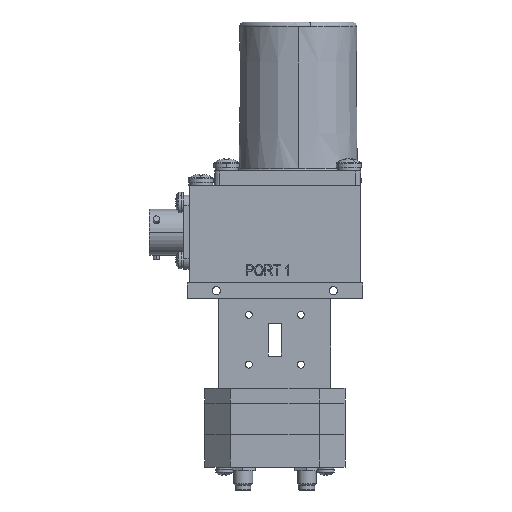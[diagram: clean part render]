
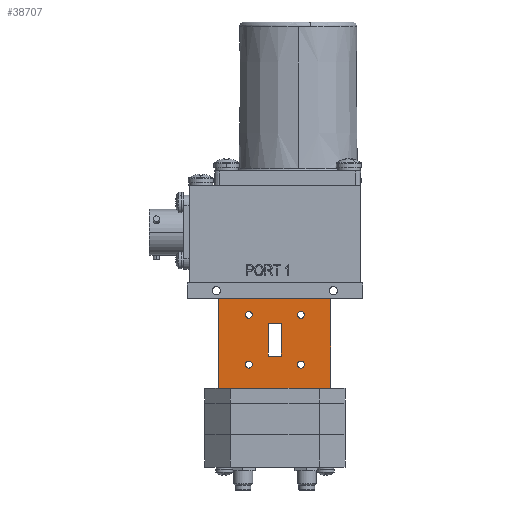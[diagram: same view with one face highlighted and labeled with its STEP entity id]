
A CAD part, front view. The second image highlights one B-rep face of the part: STEP entity #38707.
In plain terms, the highlighted planar face has unit normal (0, -1, 0).
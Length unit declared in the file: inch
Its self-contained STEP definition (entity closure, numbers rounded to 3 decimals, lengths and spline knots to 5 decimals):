
#471 = VECTOR ( 'NONE', #479, 39.37008 ) ;
#479 = DIRECTION ( 'NONE',  ( 1., 0., 0. ) ) ;
#751 = DIRECTION ( 'NONE',  ( 0., -1., 0. ) ) ;
#794 = CIRCLE ( 'NONE', #10573, 0.0445 ) ;
#1149 = ORIENTED_EDGE ( 'NONE', *, *, #18873, .F. ) ;
#1291 = DIRECTION ( 'NONE',  ( 1., 0., 0. ) ) ;
#1297 = VERTEX_POINT ( 'NONE', #9810 ) ;
#1651 = ORIENTED_EDGE ( 'NONE', *, *, #32911, .F. ) ;
#1870 = CIRCLE ( 'NONE', #42290, 0.0445 ) ;
#1890 = EDGE_CURVE ( 'NONE', #32333, #16480, #794, .T. ) ;
#2154 = VERTEX_POINT ( 'NONE', #45163 ) ;
#2513 = EDGE_CURVE ( 'NONE', #23843, #12554, #4522, .T. ) ;
#2812 = AXIS2_PLACEMENT_3D ( 'NONE', #4906, #44003, #48561 ) ;
#3356 = CARTESIAN_POINT ( 'NONE',  ( -0.335, -0.718, 0.2605 ) ) ;
#3554 = CARTESIAN_POINT ( 'NONE',  ( 0.335, -0.718, 0.3495 ) ) ;
#3756 = AXIS2_PLACEMENT_3D ( 'NONE', #40349, #16440, #44349 ) ;
#3795 = CARTESIAN_POINT ( 'NONE',  ( 0.085, -0.718, 0.415 ) ) ;
#4522 = CIRCLE ( 'NONE', #2812, 0.0445 ) ;
#4906 = CARTESIAN_POINT ( 'NONE',  ( -0.335, -0.718, 0.305 ) ) ;
#6576 = EDGE_LOOP ( 'NONE', ( #51814, #8549, #11317, #44058 ) ) ;
#6755 = VECTOR ( 'NONE', #23488, 39.37008 ) ;
#6771 = VERTEX_POINT ( 'NONE', #39431 ) ;
#7438 = VECTOR ( 'NONE', #17329, 39.37008 ) ;
#7497 = VERTEX_POINT ( 'NONE', #44091 ) ;
#7861 = EDGE_LOOP ( 'NONE', ( #43410, #1651 ) ) ;
#8264 = FACE_BOUND ( 'NONE', #35898, .T. ) ;
#8350 = VERTEX_POINT ( 'NONE', #16798 ) ;
#8437 = DIRECTION ( 'NONE',  ( 0., -1., 0. ) ) ;
#8549 = ORIENTED_EDGE ( 'NONE', *, *, #33671, .F. ) ;
#8919 = CARTESIAN_POINT ( 'NONE',  ( 0.335, -0.718, 0.9895 ) ) ;
#9009 = CARTESIAN_POINT ( 'NONE',  ( 0.718, -0.718, 0. ) ) ;
#9041 = EDGE_CURVE ( 'NONE', #9154, #23881, #9384, .T. ) ;
#9154 = VERTEX_POINT ( 'NONE', #3554 ) ;
#9384 = CIRCLE ( 'NONE', #50727, 0.0445 ) ;
#9810 = CARTESIAN_POINT ( 'NONE',  ( -0.718, -0.718, 0. ) ) ;
#10077 = VECTOR ( 'NONE', #21059, 39.37008 ) ;
#10119 = EDGE_CURVE ( 'NONE', #16756, #1297, #28693, .T. ) ;
#10217 = DIRECTION ( 'NONE',  ( 0., 0., -1. ) ) ;
#10271 = EDGE_CURVE ( 'NONE', #7497, #25354, #44869, .T. ) ;
#10394 = VECTOR ( 'NONE', #10217, 39.37008 ) ;
#10573 = AXIS2_PLACEMENT_3D ( 'NONE', #13565, #37501, #14907 ) ;
#11317 = ORIENTED_EDGE ( 'NONE', *, *, #50691, .F. ) ;
#12554 = VERTEX_POINT ( 'NONE', #3356 ) ;
#12563 = CARTESIAN_POINT ( 'NONE',  ( 0.085, -0.718, 0.835 ) ) ;
#13161 = CARTESIAN_POINT ( 'NONE',  ( 0.718, -0.718, 0. ) ) ;
#13386 = ORIENTED_EDGE ( 'NONE', *, *, #32650, .F. ) ;
#13565 = CARTESIAN_POINT ( 'NONE',  ( 0.335, -0.718, 0.945 ) ) ;
#13666 = AXIS2_PLACEMENT_3D ( 'NONE', #23471, #51366, #27505 ) ;
#14388 = ORIENTED_EDGE ( 'NONE', *, *, #38864, .F. ) ;
#14728 = DIRECTION ( 'NONE',  ( 0., 0., -1. ) ) ;
#14907 = DIRECTION ( 'NONE',  ( 0., 0., -1. ) ) ;
#15399 = AXIS2_PLACEMENT_3D ( 'NONE', #24701, #751, #28740 ) ;
#16367 = LINE ( 'NONE', #13161, #46962 ) ;
#16440 = DIRECTION ( 'NONE',  ( 0., -1., 0. ) ) ;
#16480 = VERTEX_POINT ( 'NONE', #37052 ) ;
#16601 = EDGE_CURVE ( 'NONE', #23881, #9154, #1870, .T. ) ;
#16756 = VERTEX_POINT ( 'NONE', #50626 ) ;
#16798 = CARTESIAN_POINT ( 'NONE',  ( 0.085, -0.718, 0.415 ) ) ;
#17019 = DIRECTION ( 'NONE',  ( 0., 0., -1. ) ) ;
#17075 = CIRCLE ( 'NONE', #15399, 0.0445 ) ;
#17329 = DIRECTION ( 'NONE',  ( 0., 0., -1. ) ) ;
#17347 = LINE ( 'NONE', #27528, #6755 ) ;
#17504 = DIRECTION ( 'NONE',  ( 0., -1., 0. ) ) ;
#17838 = DIRECTION ( 'NONE',  ( 0., -1., 0. ) ) ;
#17859 = ORIENTED_EDGE ( 'NONE', *, *, #1890, .F. ) ;
#18873 = EDGE_CURVE ( 'NONE', #2154, #8350, #21733, .T. ) ;
#18886 = FACE_BOUND ( 'NONE', #45339, .T. ) ;
#19660 = ORIENTED_EDGE ( 'NONE', *, *, #16601, .F. ) ;
#19847 = EDGE_CURVE ( 'NONE', #8350, #21421, #43503, .T. ) ;
#19955 = EDGE_LOOP ( 'NONE', ( #19660, #38684 ) ) ;
#21012 = CARTESIAN_POINT ( 'NONE',  ( -0.085, -0.718, 0.835 ) ) ;
#21059 = DIRECTION ( 'NONE',  ( -1., 0., 0. ) ) ;
#21336 = AXIS2_PLACEMENT_3D ( 'NONE', #49767, #21879, #17019 ) ;
#21421 = VERTEX_POINT ( 'NONE', #12563 ) ;
#21733 = LINE ( 'NONE', #48112, #471 ) ;
#21879 = DIRECTION ( 'NONE',  ( 0., -1., 0. ) ) ;
#22115 = DIRECTION ( 'NONE',  ( 0., 0., -1. ) ) ;
#22289 = VECTOR ( 'NONE', #32076, 39.37008 ) ;
#22642 = FACE_BOUND ( 'NONE', #7861, .T. ) ;
#23313 = PLANE ( 'NONE',  #13666 ) ;
#23471 = CARTESIAN_POINT ( 'NONE',  ( 0.718, -0.718, 1.153 ) ) ;
#23488 = DIRECTION ( 'NONE',  ( 1., 0., 0. ) ) ;
#23843 = VERTEX_POINT ( 'NONE', #38019 ) ;
#23881 = VERTEX_POINT ( 'NONE', #50042 ) ;
#24097 = CIRCLE ( 'NONE', #3756, 0.0445 ) ;
#24173 = VERTEX_POINT ( 'NONE', #9009 ) ;
#24395 = AXIS2_PLACEMENT_3D ( 'NONE', #32359, #8437, #36355 ) ;
#24701 = CARTESIAN_POINT ( 'NONE',  ( -0.335, -0.718, 0.305 ) ) ;
#24746 = ORIENTED_EDGE ( 'NONE', *, *, #19847, .F. ) ;
#25354 = VERTEX_POINT ( 'NONE', #46394 ) ;
#27505 = DIRECTION ( 'NONE',  ( 0., 0., 1. ) ) ;
#27528 = CARTESIAN_POINT ( 'NONE',  ( 0.718, -0.718, 1.153 ) ) ;
#28693 = LINE ( 'NONE', #42636, #7438 ) ;
#28740 = DIRECTION ( 'NONE',  ( 0., 0., -1. ) ) ;
#29517 = FACE_BOUND ( 'NONE', #19955, .T. ) ;
#30121 = CARTESIAN_POINT ( 'NONE',  ( -0.085, -0.718, 0.415 ) ) ;
#31801 = ORIENTED_EDGE ( 'NONE', *, *, #45876, .F. ) ;
#32076 = DIRECTION ( 'NONE',  ( 0., 0., 1. ) ) ;
#32162 = LINE ( 'NONE', #37992, #50861 ) ;
#32282 = ORIENTED_EDGE ( 'NONE', *, *, #40118, .F. ) ;
#32333 = VERTEX_POINT ( 'NONE', #8919 ) ;
#32359 = CARTESIAN_POINT ( 'NONE',  ( 0.335, -0.718, 0.945 ) ) ;
#32650 = EDGE_CURVE ( 'NONE', #42722, #2154, #43449, .T. ) ;
#32911 = EDGE_CURVE ( 'NONE', #25354, #7497, #24097, .T. ) ;
#33671 = EDGE_CURVE ( 'NONE', #6771, #24173, #32162, .T. ) ;
#35898 = EDGE_LOOP ( 'NONE', ( #1149, #13386, #32282, #24746 ) ) ;
#36355 = DIRECTION ( 'NONE',  ( 0., 0., -1. ) ) ;
#36358 = CIRCLE ( 'NONE', #24395, 0.0445 ) ;
#37052 = CARTESIAN_POINT ( 'NONE',  ( 0.335, -0.718, 0.9005 ) ) ;
#37501 = DIRECTION ( 'NONE',  ( 0., -1., 0. ) ) ;
#37777 = EDGE_CURVE ( 'NONE', #1297, #24173, #16367, .T. ) ;
#37992 = CARTESIAN_POINT ( 'NONE',  ( 0.718, -0.718, 1.153 ) ) ;
#38019 = CARTESIAN_POINT ( 'NONE',  ( -0.335, -0.718, 0.3495 ) ) ;
#38684 = ORIENTED_EDGE ( 'NONE', *, *, #9041, .F. ) ;
#38707 = ADVANCED_FACE ( 'NONE', ( #18886, #22642, #50715, #29517, #8264, #49444 ), #23313, .F. ) ;
#38864 = EDGE_CURVE ( 'NONE', #16480, #32333, #36358, .T. ) ;
#39431 = CARTESIAN_POINT ( 'NONE',  ( 0.718, -0.718, 1.153 ) ) ;
#40118 = EDGE_CURVE ( 'NONE', #21421, #42722, #40668, .T. ) ;
#40349 = CARTESIAN_POINT ( 'NONE',  ( -0.335, -0.718, 0.945 ) ) ;
#40668 = LINE ( 'NONE', #44977, #10077 ) ;
#41238 = CARTESIAN_POINT ( 'NONE',  ( 0.335, -0.718, 0.305 ) ) ;
#41773 = CARTESIAN_POINT ( 'NONE',  ( 0.335, -0.718, 0.305 ) ) ;
#42290 = AXIS2_PLACEMENT_3D ( 'NONE', #41773, #17838, #45761 ) ;
#42508 = ORIENTED_EDGE ( 'NONE', *, *, #2513, .F. ) ;
#42636 = CARTESIAN_POINT ( 'NONE',  ( -0.718, -0.718, 1.153 ) ) ;
#42722 = VERTEX_POINT ( 'NONE', #21012 ) ;
#43410 = ORIENTED_EDGE ( 'NONE', *, *, #10271, .F. ) ;
#43449 = LINE ( 'NONE', #30121, #10394 ) ;
#43503 = LINE ( 'NONE', #3795, #22289 ) ;
#44003 = DIRECTION ( 'NONE',  ( 0., -1., 0. ) ) ;
#44058 = ORIENTED_EDGE ( 'NONE', *, *, #10119, .T. ) ;
#44091 = CARTESIAN_POINT ( 'NONE',  ( -0.335, -0.718, 0.9005 ) ) ;
#44349 = DIRECTION ( 'NONE',  ( 0., 0., -1. ) ) ;
#44869 = CIRCLE ( 'NONE', #21336, 0.0445 ) ;
#44977 = CARTESIAN_POINT ( 'NONE',  ( 0.085, -0.718, 0.835 ) ) ;
#45163 = CARTESIAN_POINT ( 'NONE',  ( -0.085, -0.718, 0.415 ) ) ;
#45339 = EDGE_LOOP ( 'NONE', ( #31801, #42508 ) ) ;
#45761 = DIRECTION ( 'NONE',  ( 0., 0., -1. ) ) ;
#45876 = EDGE_CURVE ( 'NONE', #12554, #23843, #17075, .T. ) ;
#46394 = CARTESIAN_POINT ( 'NONE',  ( -0.335, -0.718, 0.9895 ) ) ;
#46962 = VECTOR ( 'NONE', #1291, 39.37008 ) ;
#48112 = CARTESIAN_POINT ( 'NONE',  ( 0.085, -0.718, 0.415 ) ) ;
#48561 = DIRECTION ( 'NONE',  ( 0., 0., -1. ) ) ;
#48653 = EDGE_LOOP ( 'NONE', ( #14388, #17859 ) ) ;
#49444 = FACE_OUTER_BOUND ( 'NONE', #6576, .T. ) ;
#49767 = CARTESIAN_POINT ( 'NONE',  ( -0.335, -0.718, 0.945 ) ) ;
#50042 = CARTESIAN_POINT ( 'NONE',  ( 0.335, -0.718, 0.2605 ) ) ;
#50626 = CARTESIAN_POINT ( 'NONE',  ( -0.718, -0.718, 1.153 ) ) ;
#50691 = EDGE_CURVE ( 'NONE', #16756, #6771, #17347, .T. ) ;
#50715 = FACE_BOUND ( 'NONE', #48653, .T. ) ;
#50727 = AXIS2_PLACEMENT_3D ( 'NONE', #41238, #17504, #14728 ) ;
#50861 = VECTOR ( 'NONE', #22115, 39.37008 ) ;
#51366 = DIRECTION ( 'NONE',  ( 0., 1., 0. ) ) ;
#51814 = ORIENTED_EDGE ( 'NONE', *, *, #37777, .T. ) ;
